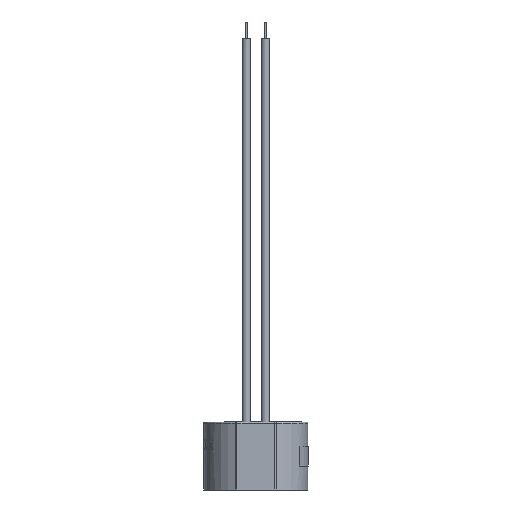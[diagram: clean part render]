
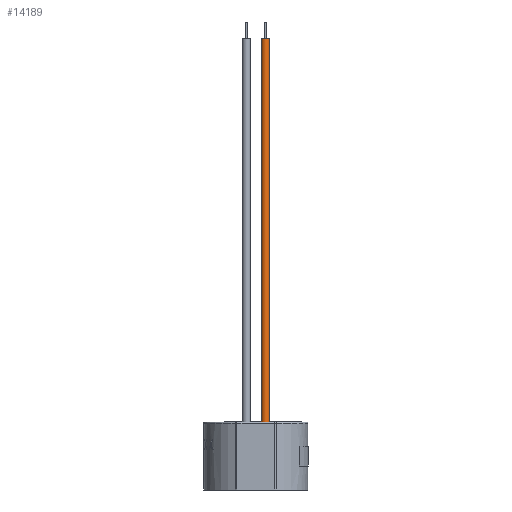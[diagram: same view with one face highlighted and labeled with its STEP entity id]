
A CAD part, front view. The second image highlights one B-rep face of the part: STEP entity #14189.
In plain terms, the highlighted cylindrical face has radius 0.978 mm (diameter 1.956 mm), a partial arc.
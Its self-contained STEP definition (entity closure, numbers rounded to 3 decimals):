
#2902 = DIRECTION ( 'NONE',  ( 1., 0., 0. ) ) ;
#3260 = DIRECTION ( 'NONE',  ( 0., 0., 1. ) ) ;
#3789 = CARTESIAN_POINT ( 'NONE',  ( 1.397, -16.514, 0. ) ) ;
#5349 = CARTESIAN_POINT ( 'NONE',  ( 2.375, -16.514, 0. ) ) ;
#5890 = VERTEX_POINT ( 'NONE', #10668 ) ;
#6975 = ORIENTED_EDGE ( 'NONE', *, *, #9927, .F. ) ;
#7783 = CIRCLE ( 'NONE', #19736, 0.978 ) ;
#8364 = AXIS2_PLACEMENT_3D ( 'NONE', #24988, #25255, #14953 ) ;
#9278 = VECTOR ( 'NONE', #13980, 1000. ) ;
#9927 = EDGE_CURVE ( 'NONE', #5890, #27357, #12175, .T. ) ;
#10668 = CARTESIAN_POINT ( 'NONE',  ( 3.353, -16.514, 96. ) ) ;
#11180 = ORIENTED_EDGE ( 'NONE', *, *, #25366, .F. ) ;
#11187 = DIRECTION ( 'NONE',  ( 0., 0., -1. ) ) ;
#11525 = DIRECTION ( 'NONE',  ( 0., 0., 1. ) ) ;
#12175 = LINE ( 'NONE', #20219, #9278 ) ;
#13980 = DIRECTION ( 'NONE',  ( 0., 0., -1. ) ) ;
#14103 = ORIENTED_EDGE ( 'NONE', *, *, #26082, .T. ) ;
#14189 = ADVANCED_FACE ( 'NONE', ( #16496 ), #18711, .T. ) ;
#14382 = VERTEX_POINT ( 'NONE', #3789 ) ;
#14953 = DIRECTION ( 'NONE',  ( -1., 0., 0. ) ) ;
#15465 = VERTEX_POINT ( 'NONE', #16642 ) ;
#15504 = LINE ( 'NONE', #15915, #25136 ) ;
#15915 = CARTESIAN_POINT ( 'NONE',  ( 1.397, -16.514, 96. ) ) ;
#16496 = FACE_OUTER_BOUND ( 'NONE', #26046, .T. ) ;
#16642 = CARTESIAN_POINT ( 'NONE',  ( 1.397, -16.514, 96. ) ) ;
#18447 = CIRCLE ( 'NONE', #25577, 0.978 ) ;
#18711 = CYLINDRICAL_SURFACE ( 'NONE', #8364, 0.978 ) ;
#19636 = CARTESIAN_POINT ( 'NONE',  ( 3.353, -16.514, 0. ) ) ;
#19736 = AXIS2_PLACEMENT_3D ( 'NONE', #26422, #11525, #2902 ) ;
#20219 = CARTESIAN_POINT ( 'NONE',  ( 3.353, -16.514, 96. ) ) ;
#21855 = ORIENTED_EDGE ( 'NONE', *, *, #26057, .T. ) ;
#23860 = DIRECTION ( 'NONE',  ( 1., 0., 0. ) ) ;
#24988 = CARTESIAN_POINT ( 'NONE',  ( 2.375, -16.514, 96. ) ) ;
#25136 = VECTOR ( 'NONE', #11187, 1000. ) ;
#25255 = DIRECTION ( 'NONE',  ( 0., 0., -1. ) ) ;
#25366 = EDGE_CURVE ( 'NONE', #15465, #5890, #7783, .T. ) ;
#25577 = AXIS2_PLACEMENT_3D ( 'NONE', #5349, #3260, #23860 ) ;
#26046 = EDGE_LOOP ( 'NONE', ( #6975, #11180, #14103, #21855 ) ) ;
#26057 = EDGE_CURVE ( 'NONE', #14382, #27357, #18447, .T. ) ;
#26082 = EDGE_CURVE ( 'NONE', #15465, #14382, #15504, .T. ) ;
#26422 = CARTESIAN_POINT ( 'NONE',  ( 2.375, -16.514, 96. ) ) ;
#27357 = VERTEX_POINT ( 'NONE', #19636 ) ;
